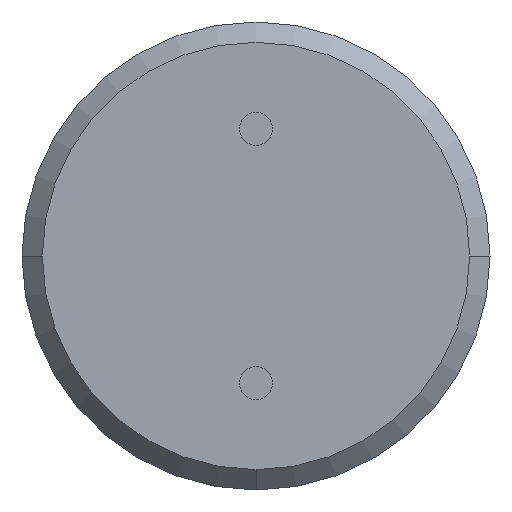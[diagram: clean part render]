
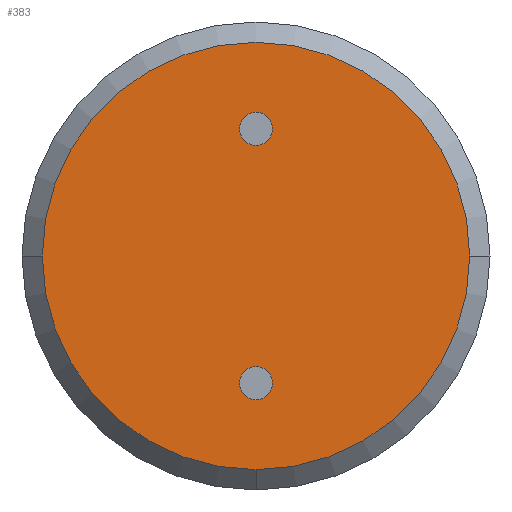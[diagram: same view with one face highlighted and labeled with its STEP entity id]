
A CAD part, front view. The second image highlights one B-rep face of the part: STEP entity #383.
In plain terms, the highlighted planar face has unit normal (0, -1, 0).
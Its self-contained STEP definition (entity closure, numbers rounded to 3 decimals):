
#2 = AXIS2_PLACEMENT_3D ( 'NONE', #301, #416, #381 ) ;
#9 = CARTESIAN_POINT ( 'NONE',  ( 0., 0., 2.825 ) ) ;
#14 = AXIS2_PLACEMENT_3D ( 'NONE', #95, #61, #200 ) ;
#17 = AXIS2_PLACEMENT_3D ( 'NONE', #384, #53, #161 ) ;
#22 = VERTEX_POINT ( 'NONE', #9 ) ;
#27 = ORIENTED_EDGE ( 'NONE', *, *, #208, .F. ) ;
#53 = DIRECTION ( 'NONE',  ( 0., -1., 0. ) ) ;
#61 = DIRECTION ( 'NONE',  ( 0., 1., 0. ) ) ;
#67 = ORIENTED_EDGE ( 'NONE', *, *, #225, .T. ) ;
#90 = EDGE_CURVE ( 'NONE', #147, #22, #114, .T. ) ;
#95 = CARTESIAN_POINT ( 'NONE',  ( 0., 0., 0. ) ) ;
#96 = EDGE_LOOP ( 'NONE', ( #67, #175, #207 ) ) ;
#101 = EDGE_LOOP ( 'NONE', ( #212, #365 ) ) ;
#114 = CIRCLE ( 'NONE', #363, 0.325 ) ;
#118 = AXIS2_PLACEMENT_3D ( 'NONE', #156, #406, #219 ) ;
#119 = DIRECTION ( 'NONE',  ( 0., 0., 1. ) ) ;
#124 = VERTEX_POINT ( 'NONE', #292 ) ;
#126 = EDGE_CURVE ( 'NONE', #144, #124, #345, .T. ) ;
#134 = VERTEX_POINT ( 'NONE', #407 ) ;
#144 = VERTEX_POINT ( 'NONE', #423 ) ;
#147 = VERTEX_POINT ( 'NONE', #193 ) ;
#156 = CARTESIAN_POINT ( 'NONE',  ( 0., 0., -2.5 ) ) ;
#161 = DIRECTION ( 'NONE',  ( 0., 0., 1. ) ) ;
#167 = VERTEX_POINT ( 'NONE', #275 ) ;
#175 = ORIENTED_EDGE ( 'NONE', *, *, #346, .T. ) ;
#182 = DIRECTION ( 'NONE',  ( 0., -1., 0. ) ) ;
#183 = CIRCLE ( 'NONE', #17, 0.325 ) ;
#192 = AXIS2_PLACEMENT_3D ( 'NONE', #439, #291, #373 ) ;
#193 = CARTESIAN_POINT ( 'NONE',  ( 0., 0., 2.175 ) ) ;
#195 = VERTEX_POINT ( 'NONE', #228 ) ;
#200 = DIRECTION ( 'NONE',  ( 1., 0., 0. ) ) ;
#201 = ORIENTED_EDGE ( 'NONE', *, *, #413, .F. ) ;
#206 = DIRECTION ( 'NONE',  ( -1., 0., 0. ) ) ;
#207 = ORIENTED_EDGE ( 'NONE', *, *, #126, .T. ) ;
#208 = EDGE_CURVE ( 'NONE', #195, #167, #183, .T. ) ;
#212 = ORIENTED_EDGE ( 'NONE', *, *, #445, .F. ) ;
#219 = DIRECTION ( 'NONE',  ( 0., 0., 1. ) ) ;
#225 = EDGE_CURVE ( 'NONE', #124, #134, #357, .T. ) ;
#228 = CARTESIAN_POINT ( 'NONE',  ( 0., 0., -2.825 ) ) ;
#230 = AXIS2_PLACEMENT_3D ( 'NONE', #436, #467, #206 ) ;
#237 = FACE_OUTER_BOUND ( 'NONE', #96, .T. ) ;
#243 = AXIS2_PLACEMENT_3D ( 'NONE', #440, #182, #405 ) ;
#268 = EDGE_LOOP ( 'NONE', ( #201, #27 ) ) ;
#275 = CARTESIAN_POINT ( 'NONE',  ( 0., 0., -2.175 ) ) ;
#289 = FACE_BOUND ( 'NONE', #268, .T. ) ;
#291 = DIRECTION ( 'NONE',  ( 0., -1., 0. ) ) ;
#292 = CARTESIAN_POINT ( 'NONE',  ( -4.2, 0., 0. ) ) ;
#300 = CARTESIAN_POINT ( 'NONE',  ( 0., 0., 2.5 ) ) ;
#301 = CARTESIAN_POINT ( 'NONE',  ( 0., 0., 0. ) ) ;
#345 = CIRCLE ( 'NONE', #243, 4.2 ) ;
#346 = EDGE_CURVE ( 'NONE', #134, #144, #441, .T. ) ;
#357 = CIRCLE ( 'NONE', #2, 4.2 ) ;
#363 = AXIS2_PLACEMENT_3D ( 'NONE', #300, #447, #119 ) ;
#364 = FACE_BOUND ( 'NONE', #101, .T. ) ;
#365 = ORIENTED_EDGE ( 'NONE', *, *, #90, .F. ) ;
#373 = DIRECTION ( 'NONE',  ( 0., 0., 1. ) ) ;
#381 = DIRECTION ( 'NONE',  ( -1., 0., 0. ) ) ;
#383 = ADVANCED_FACE ( 'NONE', ( #289, #364, #237 ), #387, .F. ) ;
#384 = CARTESIAN_POINT ( 'NONE',  ( 0., 0., -2.5 ) ) ;
#386 = CIRCLE ( 'NONE', #192, 0.325 ) ;
#387 = PLANE ( 'NONE',  #14 ) ;
#405 = DIRECTION ( 'NONE',  ( 1., 0., 0. ) ) ;
#406 = DIRECTION ( 'NONE',  ( 0., -1., 0. ) ) ;
#407 = CARTESIAN_POINT ( 'NONE',  ( 0., 0., -4.2 ) ) ;
#413 = EDGE_CURVE ( 'NONE', #167, #195, #426, .T. ) ;
#416 = DIRECTION ( 'NONE',  ( 0., -1., 0. ) ) ;
#423 = CARTESIAN_POINT ( 'NONE',  ( 4.2, 0., 0. ) ) ;
#426 = CIRCLE ( 'NONE', #118, 0.325 ) ;
#436 = CARTESIAN_POINT ( 'NONE',  ( 0., 0., 0. ) ) ;
#439 = CARTESIAN_POINT ( 'NONE',  ( 0., 0., 2.5 ) ) ;
#440 = CARTESIAN_POINT ( 'NONE',  ( 0., 0., 0. ) ) ;
#441 = CIRCLE ( 'NONE', #230, 4.2 ) ;
#445 = EDGE_CURVE ( 'NONE', #22, #147, #386, .T. ) ;
#447 = DIRECTION ( 'NONE',  ( 0., -1., 0. ) ) ;
#467 = DIRECTION ( 'NONE',  ( 0., -1., 0. ) ) ;
